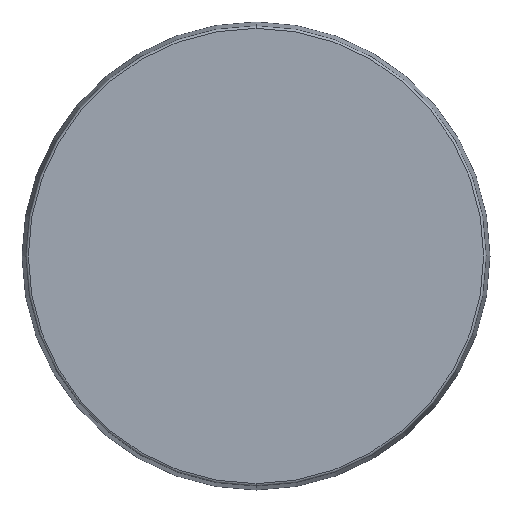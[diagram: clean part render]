
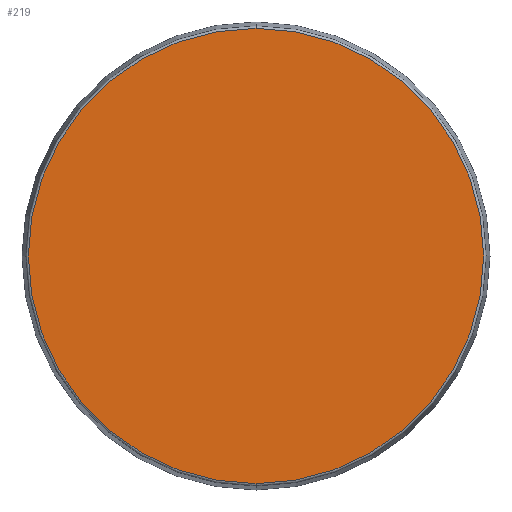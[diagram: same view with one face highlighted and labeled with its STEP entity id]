
A CAD part, front view. The second image highlights one B-rep face of the part: STEP entity #219.
In plain terms, the highlighted planar face has unit normal (0, -1, 0).
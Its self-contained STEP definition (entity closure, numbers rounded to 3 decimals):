
#29 = CARTESIAN_POINT ( 'NONE',  ( 0., -2., -18.73 ) ) ;
#43 = CARTESIAN_POINT ( 'NONE',  ( 0., -2., 18.73 ) ) ;
#56 = CARTESIAN_POINT ( 'NONE',  ( 0., -2., 0. ) ) ;
#58 = DIRECTION ( 'NONE',  ( 0., -1., 0. ) ) ;
#59 = DIRECTION ( 'NONE',  ( 0., 0., -1. ) ) ;
#69 = AXIS2_PLACEMENT_3D ( 'NONE', #333, #410, #409 ) ;
#219 = ADVANCED_FACE ( 'NONE', ( #566 ), #348, .T. ) ;
#226 = CIRCLE ( 'NONE', #591, 18.73 ) ;
#238 = CARTESIAN_POINT ( 'NONE',  ( 0., -2., 0. ) ) ;
#244 = DIRECTION ( 'NONE',  ( 0., -1., 0. ) ) ;
#275 = DIRECTION ( 'NONE',  ( 0., 0., -1. ) ) ;
#301 = EDGE_CURVE ( 'NONE', #653, #693, #688, .T. ) ;
#307 = EDGE_CURVE ( 'NONE', #693, #653, #226, .T. ) ;
#333 = CARTESIAN_POINT ( 'NONE',  ( 0., -2., 0. ) ) ;
#348 = PLANE ( 'NONE',  #69 ) ;
#409 = DIRECTION ( 'NONE',  ( 0., 0., -1. ) ) ;
#410 = DIRECTION ( 'NONE',  ( 0., -1., 0. ) ) ;
#483 = ORIENTED_EDGE ( 'NONE', *, *, #301, .T. ) ;
#486 = ORIENTED_EDGE ( 'NONE', *, *, #307, .T. ) ;
#566 = FACE_OUTER_BOUND ( 'NONE', #624, .T. ) ;
#591 = AXIS2_PLACEMENT_3D ( 'NONE', #238, #244, #275 ) ;
#618 = AXIS2_PLACEMENT_3D ( 'NONE', #56, #58, #59 ) ;
#624 = EDGE_LOOP ( 'NONE', ( #486, #483 ) ) ;
#653 = VERTEX_POINT ( 'NONE', #43 ) ;
#688 = CIRCLE ( 'NONE', #618, 18.73 ) ;
#693 = VERTEX_POINT ( 'NONE', #29 ) ;
